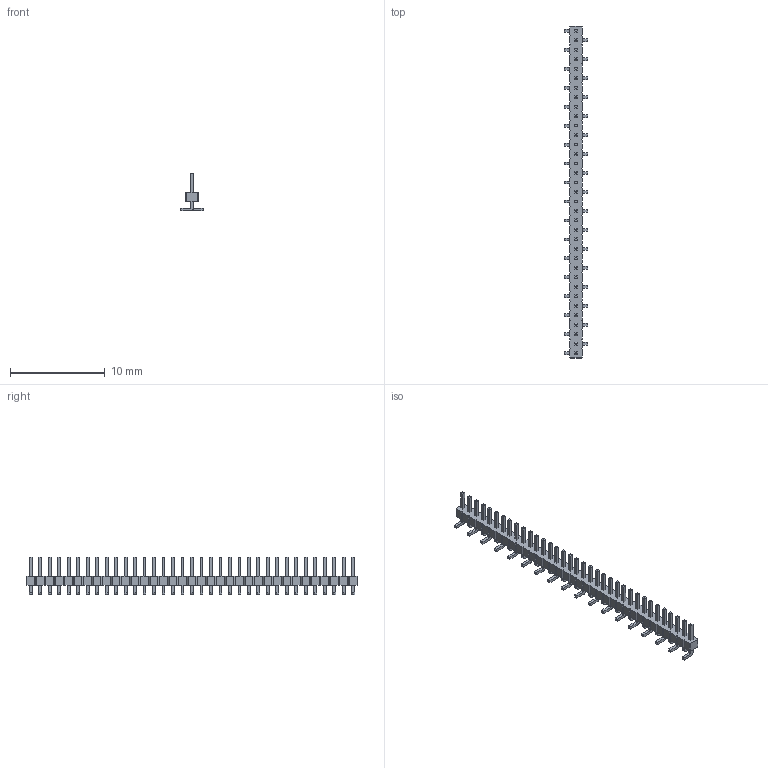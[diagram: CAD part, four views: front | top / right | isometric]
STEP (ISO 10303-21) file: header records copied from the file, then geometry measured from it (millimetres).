
FILE_DESCRIPTION(/* description */ ('model of PinHeader_1x35_P1.00mm_Vertical_SMD_Pin1Left'),/* implementation_level */ '2;1');
FILE_NAME(/* name */ 'PinHeader_1x35_P1.00mm_Vertical_SMD_Pin1Left.step',/* time_stamp */ '2018-01-24T12:10:05',/* author */ ('kicad StepUp','ksu'),/* organization */ ('FreeCAD'),/* preprocessor_version */ 'OCC',/* originating_system */ 'kicad StepUp',/* authorisation */ '');
FILE_SCHEMA(('AUTOMOTIVE_DESIGN { 1 0 10303 214 1 1 1 1 }'));
Length unit declared in the file: millimetre
Products named in the file (2): PinHeader_1x35_P100mm_Vertical_SMD_Pin1Left; Shape0_272577282377
Bounding box: 2.5 x 35 x 4 mm (x, y, z)
Volume: 59.4 mm3; surface area: 378.9 mm2
Topology: 36 solids, 36 shells, 809 faces, 1931 edges, 1194 vertices
Faces by surface type: plane 774, cylinder 35
Entity records: 14630 total; most frequent: ORIENTED_EDGE 2985, CARTESIAN_POINT 2283, EDGE_CURVE 1931, LINE 1861, VERTEX_POINT 1194, AXIS2_PLACEMENT_3D 862, ADVANCED_FACE 809, FACE_BOUND 809
